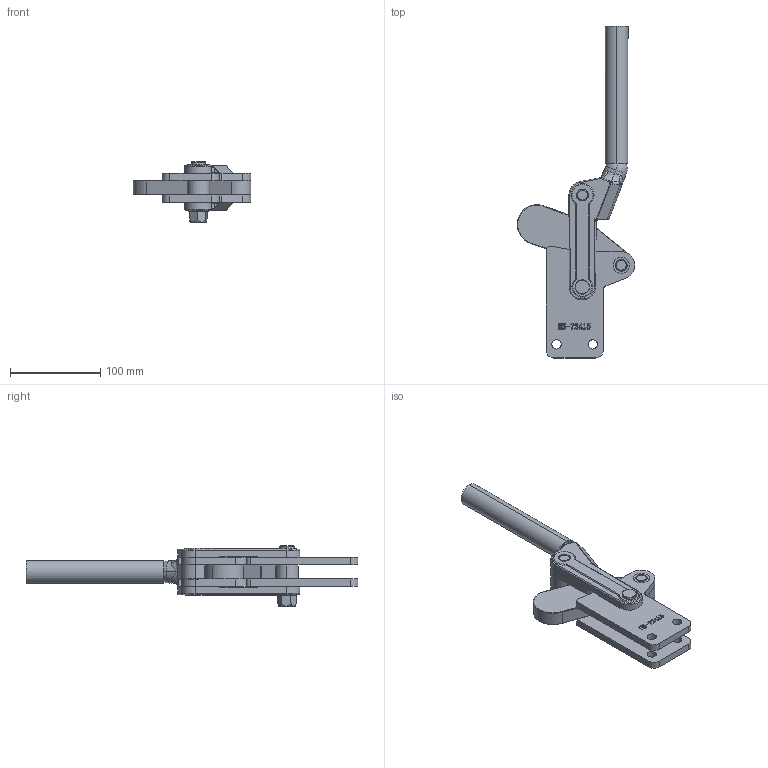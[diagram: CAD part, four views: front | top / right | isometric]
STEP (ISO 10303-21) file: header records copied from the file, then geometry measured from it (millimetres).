
FILE_DESCRIPTION (( 'STEP AP203' ), '1' );
FILE_NAME ('HS-72415.STEP', '2019-08-26T13:04:08', ( '微软用户' ), ( '微软中国' ), 'SwSTEP 2.0', 'SolidWorks 2012', '' );
FILE_SCHEMA (( 'CONFIG_CONTROL_DESIGN' ));
Length unit declared in the file: millimetre
Products named in the file (13): HS-72415; prevailing torque hex nuts 1-fine pitch gb_GB_HEXAGON_LOCK_TYPE2 M12-N; T倛种; 路杶; 种2; 种1; 杶赽; 忒參奪; 人头马; 72425蟀裝; 72415揤旋; 72415菁釱
Assembly tree (21 placements, depth 2):
  HS-72415
    72415菁釱
    72415菁釱
    72415揤旋
    72425蟀裝  x2
    人头马
    忒參奪
    杶赽  x8
    种1  x2
    种2
    路杶
    T倛种
    prevailing torque hex nuts 1-fine pitch gb_GB_HEXAGON_LOCK_TYPE2 M12-N
Bounding box: 130 x 367.05 x 67 mm (x, y, z)
Volume: 411802.9 mm3; surface area: 142211.1 mm2
Topology: 21 solids, 21 shells, 748 faces, 1922 edges, 1217 vertices
Faces by surface type: plane 329, bspline 186, cylinder 157, cone 53, torus 19, sphere 4
Entity records: 31159 total; most frequent: CARTESIAN_POINT 13841, ORIENTED_EDGE 3546, DIRECTION 2762, EDGE_CURVE 1773, VERTEX_POINT 1133, LINE 1034, VECTOR 1034, AXIS2_PLACEMENT_3D 864
